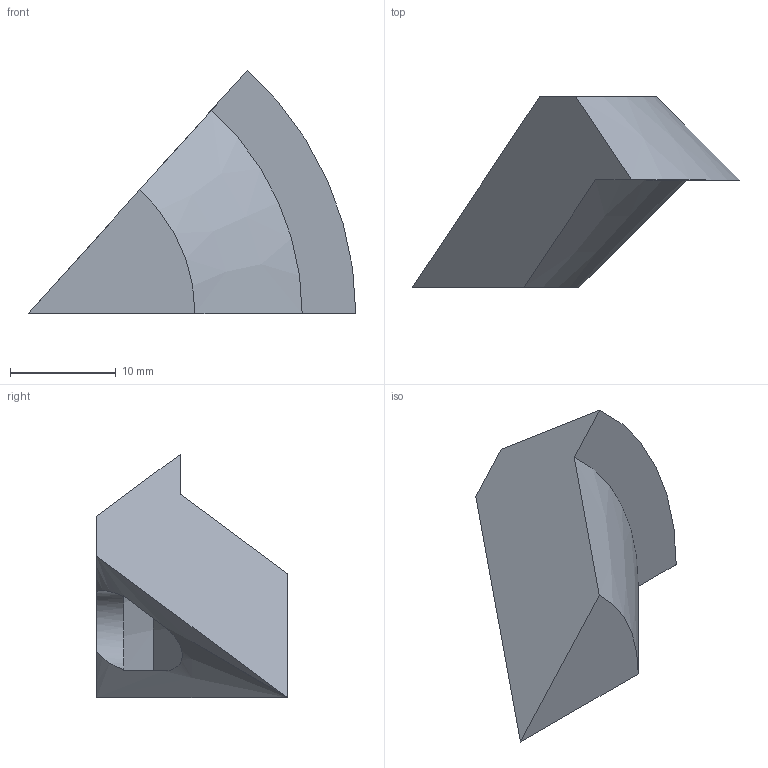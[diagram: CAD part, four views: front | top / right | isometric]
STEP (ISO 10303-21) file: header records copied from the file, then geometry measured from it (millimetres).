
FILE_DESCRIPTION((''),'2;1');
FILE_NAME('ARMF_07_3','2025-12-14T18:21:28',('zadro'),(''),'CREO PARAMETRIC BY PTC INC, 2025102','CREO PARAMETRIC BY PTC INC, 2025102','');
FILE_SCHEMA(('CONFIG_CONTROL_DESIGN'));
Length unit declared in the file: inch
Products named in the file (1): ARMF_07_3
Bounding box: 31.05 x 18.06 x 23.07 mm (x, y, z)
Volume: 2443.6 mm3; surface area: 2050.5 mm2
Topology: 1 solids, 1 shells, 16 faces, 42 edges, 27 vertices
Faces by surface type: plane 9, cone 5, cylinder 2
Entity records: 588 total; most frequent: CARTESIAN_POINT 159, ORIENTED_EDGE 82, DIRECTION 78, EDGE_CURVE 41, AXIS2_PLACEMENT_3D 30, VERTEX_POINT 27, VECTOR 18, LINE 18
